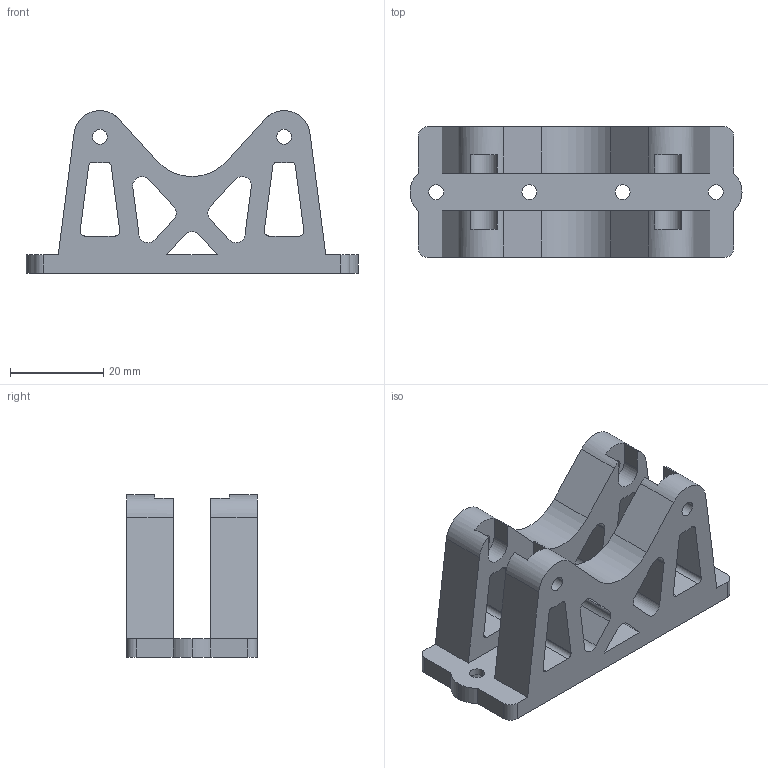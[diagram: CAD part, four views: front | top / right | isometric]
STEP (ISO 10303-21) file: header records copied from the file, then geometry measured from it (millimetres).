
FILE_DESCRIPTION (( 'STEP AP214' ), '1' );
FILE_NAME ('pivot base_v0.2.STEP', '2025-03-12T13:13:45', ( '' ), ( '' ), 'SwSTEP 2.0', 'SolidWorks 2025', '' );
FILE_SCHEMA (( 'AUTOMOTIVE_DESIGN' ));
Length unit declared in the file: millimetre
Products named in the file (1): pivot base_v0.2
Bounding box: 71.2 x 28 x 34.88 mm (x, y, z)
Volume: 24940.1 mm3; surface area: 13692.5 mm2
Topology: 1 solids, 1 shells, 141 faces, 415 edges, 274 vertices
Faces by surface type: cylinder 75, plane 58, cone 8
Entity records: 4846 total; most frequent: DIRECTION 865, CARTESIAN_POINT 831, ORIENTED_EDGE 830, EDGE_CURVE 415, AXIS2_PLACEMENT_3D 308, VERTEX_POINT 274, VECTOR 249, LINE 249
